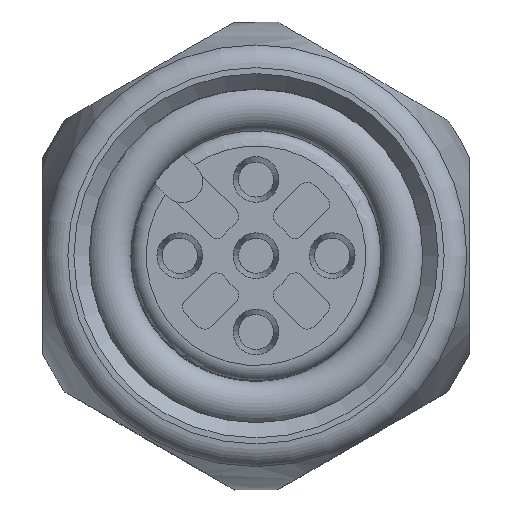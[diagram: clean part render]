
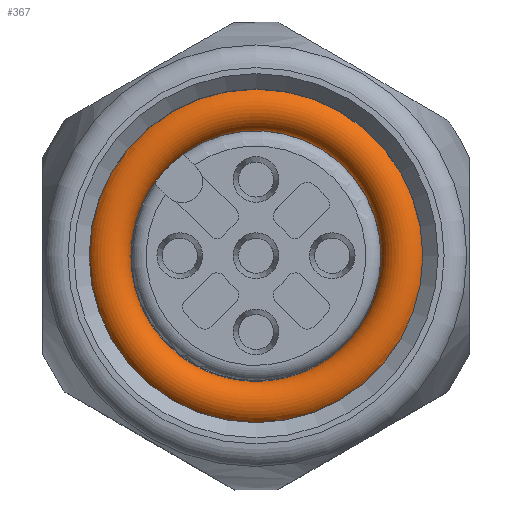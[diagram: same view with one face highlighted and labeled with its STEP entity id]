
A CAD part, top view. The second image highlights one B-rep face of the part: STEP entity #367.
In plain terms, the highlighted toroidal (fillet/blend) face has major radius 4.85 mm and minor radius 0.75 mm.
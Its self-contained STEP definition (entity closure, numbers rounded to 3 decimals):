
#297=TOROIDAL_SURFACE('',#1308,4.85,0.75);
#367=ADVANCED_FACE('',(#486,#487),#297,.T.);
#486=FACE_BOUND('',#558,.T.);
#487=FACE_BOUND('',#559,.T.);
#558=EDGE_LOOP('',(#673));
#559=EDGE_LOOP('',(#674));
#673=ORIENTED_EDGE('',*,*,#1023,.F.);
#674=ORIENTED_EDGE('',*,*,#1042,.F.);
#917=VERTEX_POINT('',#1799);
#936=VERTEX_POINT('',#1994);
#1023=EDGE_CURVE('',#917,#917,#1194,.T.);
#1042=EDGE_CURVE('',#936,#936,#1207,.T.);
#1194=CIRCLE('',#1275,5.475);
#1207=CIRCLE('',#1307,4.102);
#1275=AXIS2_PLACEMENT_3D('',#1798,#1434,#1435);
#1307=AXIS2_PLACEMENT_3D('',#1993,#1498,#1499);
#1308=AXIS2_PLACEMENT_3D('',#1995,#1500,#1501);
#1434=DIRECTION('',(0.,0.,-1.));
#1435=DIRECTION('',(-1.,0.,0.));
#1498=DIRECTION('',(0.,0.,1.));
#1499=DIRECTION('',(-1.,0.,0.));
#1500=DIRECTION('',(0.,0.,1.));
#1501=DIRECTION('',(-1.,0.,0.));
#1798=CARTESIAN_POINT('',(0.,0.,-8.085));
#1799=CARTESIAN_POINT('',(-5.475,0.,-8.085));
#1993=CARTESIAN_POINT('',(0.,0.,-8.45));
#1994=CARTESIAN_POINT('',(-4.102,0.,-8.45));
#1995=CARTESIAN_POINT('',(0.,0.,-8.5));
